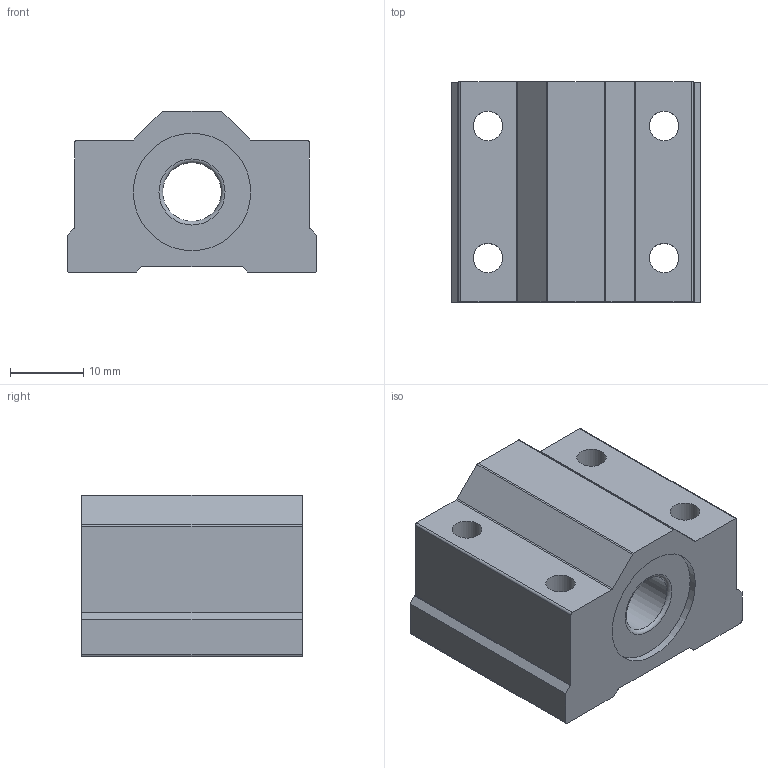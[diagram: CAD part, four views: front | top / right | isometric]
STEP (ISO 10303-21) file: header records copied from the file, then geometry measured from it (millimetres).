
FILE_DESCRIPTION(('FreeCAD Model'),'2;1');
FILE_NAME('Open CASCADE Shape Model','2025-11-26T23:41:03',('Author'),( ''),'Open CASCADE STEP processor 7.8','FreeCAD','Unknown');
FILE_SCHEMA(('AUTOMOTIVE_DESIGN { 1 0 10303 214 1 1 1 1 }'));
Length unit declared in the file: millimetre
Products named in the file (3): Bearing_Block_SCS8; Body; Body001
Assembly tree (2 placements, depth 2):
  Bearing_Block_SCS8
    Body
    Body001
Bounding box: 34 x 30 x 22 mm (x, y, z)
Volume: 15967.4 mm3; surface area: 8748.1 mm2
Topology: 2 solids, 2 shells, 43 faces, 115 edges, 76 vertices
Faces by surface type: plane 22, cylinder 19, torus 2
Full cylindrical faces by diameter (mm): 4 x4, 8 x1, 16 x2
Entity records: 1446 total; most frequent: DIRECTION 249, CARTESIAN_POINT 237, ORIENTED_EDGE 230, EDGE_CURVE 115, AXIS2_PLACEMENT_3D 88, VERTEX_POINT 76, LINE 73, VECTOR 73
